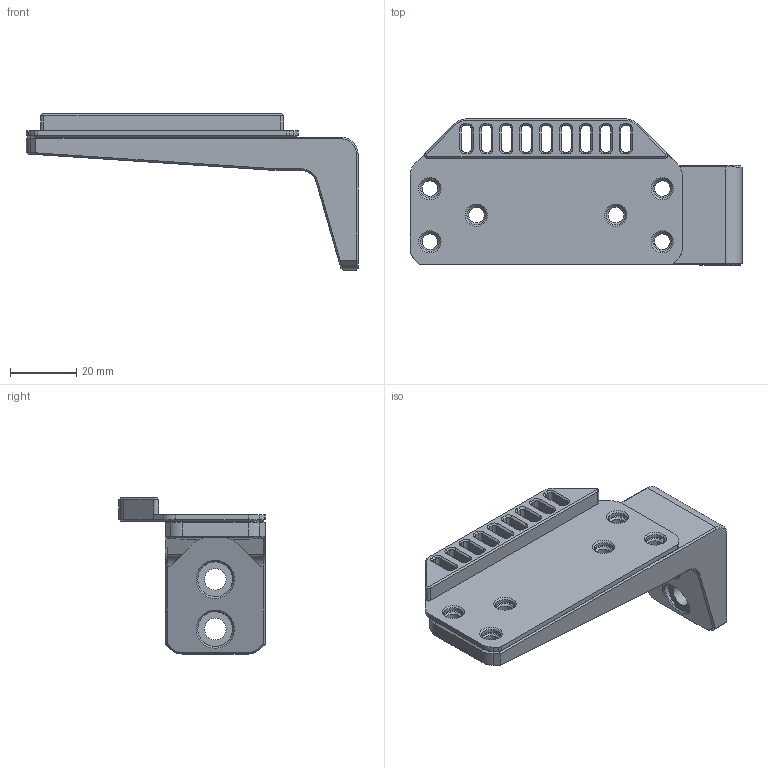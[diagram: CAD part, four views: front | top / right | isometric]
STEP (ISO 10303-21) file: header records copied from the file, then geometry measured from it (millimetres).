
FILE_DESCRIPTION(/* description */ (''),/* implementation_level */ '2;1');
FILE_NAME(/* name */ 'Cable Chain Travel End Support.step',/* time_stamp */ '2024-04-15T14:45:20-07:00',/* author */ (''),/* organization */ (''),/* preprocessor_version */ 'ST-DEVELOPER v20',/* originating_system */ 'Autodesk Translation Framework v12.20.1.177',/* authorisation */ '');
FILE_SCHEMA (('AUTOMOTIVE_DESIGN { 1 0 10303 214 3 1 1 }'));
Length unit declared in the file: millimetre
Products named in the file (2): XAxis Chain Travel End Support; Cable Zip Tie Plate
Assembly tree (1 placements, depth 2):
  XAxis Chain Travel End Support
    Cable Zip Tie Plate
Bounding box: 100 x 43.99 x 47 mm (x, y, z)
Volume: 36125.9 mm3; surface area: 19196.7 mm2
Topology: 2 solids, 2 shells, 372 faces, 884 edges, 516 vertices
Faces by surface type: plane 178, cone 113, cylinder 71, bspline 10
Full cylindrical faces by diameter (mm): 4.7 x6, 5.7 x6, 6.5 x2, 10.5 x2
Entity records: 10927 total; most frequent: CARTESIAN_POINT 2174, DIRECTION 1845, ORIENTED_EDGE 1768, EDGE_CURVE 884, AXIS2_PLACEMENT_3D 623, LINE 599, VECTOR 599, VERTEX_POINT 516
